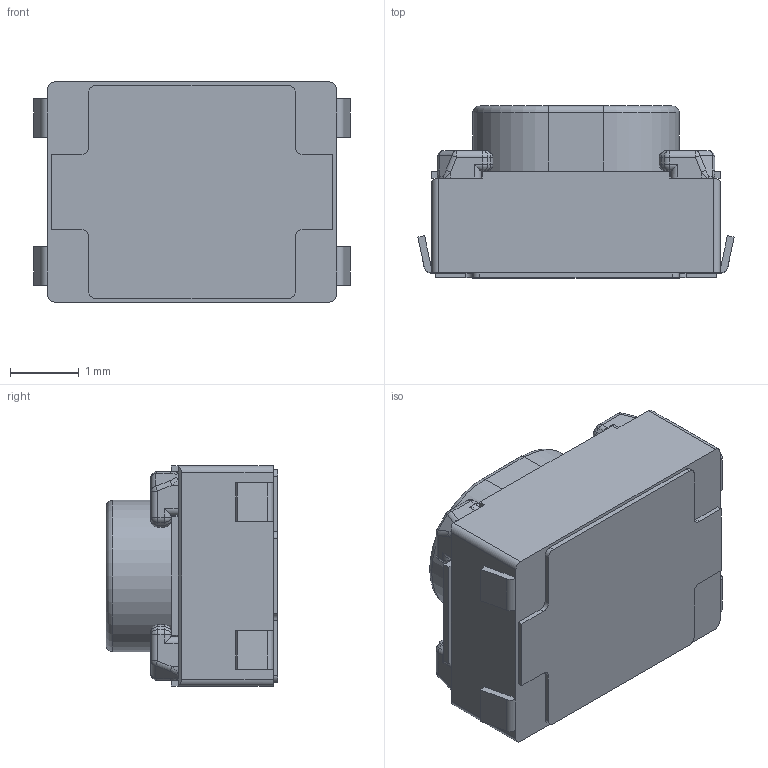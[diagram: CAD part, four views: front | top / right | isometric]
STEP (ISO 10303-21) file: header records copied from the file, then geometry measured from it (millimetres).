
FILE_DESCRIPTION(/* description */ ('STEP AP242'),/* implementation_level */ '2;1');
FILE_NAME(/* name */ 'SKRPACE010.stp',/* time_stamp */ '2025-12-03T17:33:22+09:00',/* author */ ('hibik'),/* organization */ ('TraceParts S.A.'),/* preprocessor_version */ 'ST-DEVELOPER v20.1',/* originating_system */ 'Autodesk Inventor 2026',/* authorisation */ ' ');
FILE_SCHEMA (('AUTOMOTIVE_DESIGN { 1 0 10303 214 3 1 1 }'));
Length unit declared in the file: millimetre
Products named in the file (1): SKRPACE010
Bounding box: 4.6 x 2.5 x 3.2 mm (x, y, z)
Volume: 26.3 mm3; surface area: 66.1 mm2
Topology: 1 solids, 1 shells, 295 faces, 758 edges, 416 vertices
Faces by surface type: cylinder 132, plane 105, sphere 40, bspline 16, torus 2
Entity records: 8814 total; most frequent: CARTESIAN_POINT 1710, DIRECTION 1532, ORIENTED_EDGE 1420, EDGE_CURVE 710, AXIS2_PLACEMENT_3D 558, LINE 416, VECTOR 416, VERTEX_POINT 416
